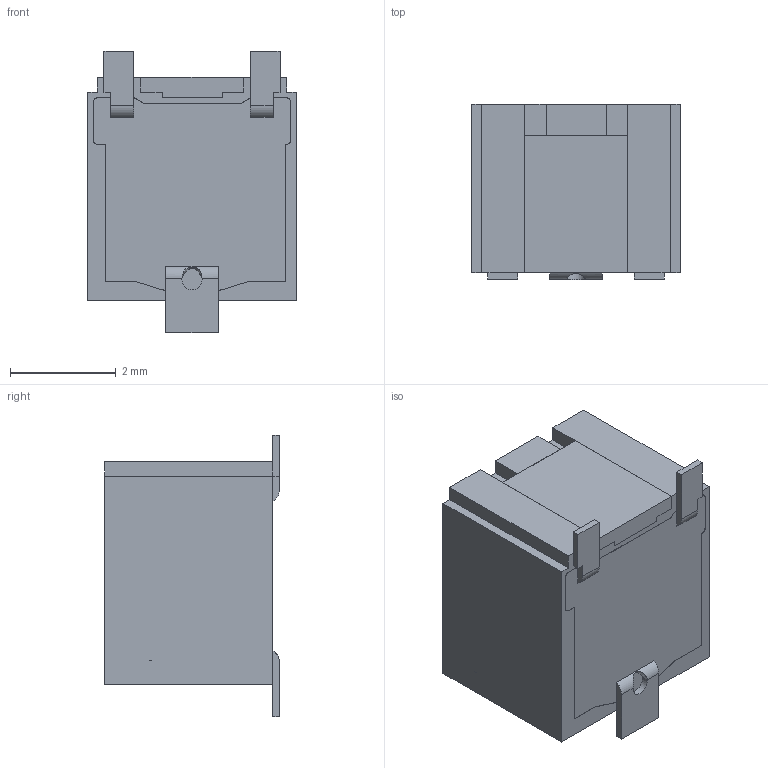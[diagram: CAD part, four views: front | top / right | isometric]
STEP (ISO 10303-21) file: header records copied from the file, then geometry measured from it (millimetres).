
FILE_DESCRIPTION((''),'2;1');
FILE_NAME('30322-304XX_ASM','2009-04-02T',('perryw1'),('Bourns, Inc.'),'PRO/ENGINEER BY PARAMETRIC TECHNOLOGY CORPORATION, 2001200','PRO/ENGINEER BY PARAMETRIC TECHNOLOGY CORPORATION, 2001200','');
FILE_SCHEMA(('CONFIG_CONTROL_DESIGN'));
Length unit declared in the file: inch
Products named in the file (1): 30322-304XX_ASM
Bounding box: 3.94 x 3.3 x 5.32 mm (x, y, z)
Volume: 52.1 mm3; surface area: 137.3 mm2
Topology: 2 solids, 3 shells, 667 faces, 1889 edges, 1256 vertices
Faces by surface type: plane 630, cylinder 28, cone 4, extrusion 4, bspline 1
Entity records: 21521 total; most frequent: CARTESIAN_POINT 4147, ORIENTED_EDGE 3778, DIRECTION 3247, EDGE_CURVE 1889, VECTOR 1815, LINE 1811, VERTEX_POINT 1256, AXIS2_PLACEMENT_3D 716
